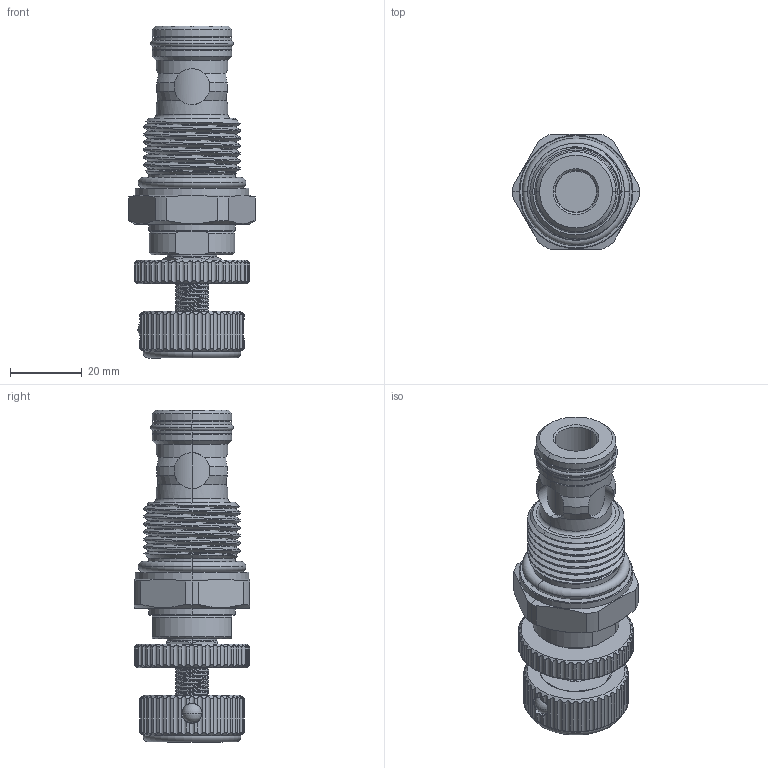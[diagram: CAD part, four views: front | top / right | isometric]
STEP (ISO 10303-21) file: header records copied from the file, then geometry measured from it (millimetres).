
FILE_DESCRIPTION (( 'STEP AP203' ), '1' );
FILE_NAME ('NV12W20-K.STEP', '2020-03-19T06:02:08', ( '' ), ( '' ), 'SwSTEP 2.0', 'SolidWorks 2018', '' );
FILE_SCHEMA (( 'CONFIG_CONTROL_DESIGN' ));
Products named in the file (1): NV12W20-K
Bounding box: 35.1 x 32.2 x 92.27 mm (x, y, z)
Volume: 42719.1 mm3; surface area: 18032.9 mm2
Topology: 9 solids, 9 shells, 857 faces, 2421 edges, 1551 vertices
Faces by surface type: cylinder 419, plane 208, cone 87, torus 84, bspline 57, sphere 2
Entity records: 58599 total; most frequent: CARTESIAN_POINT 38178, ORIENTED_EDGE 4788, DIRECTION 3688, EDGE_CURVE 2394, VERTEX_POINT 1548, AXIS2_PLACEMENT_3D 1427, EDGE_LOOP 890, ADVANCED_FACE 857
